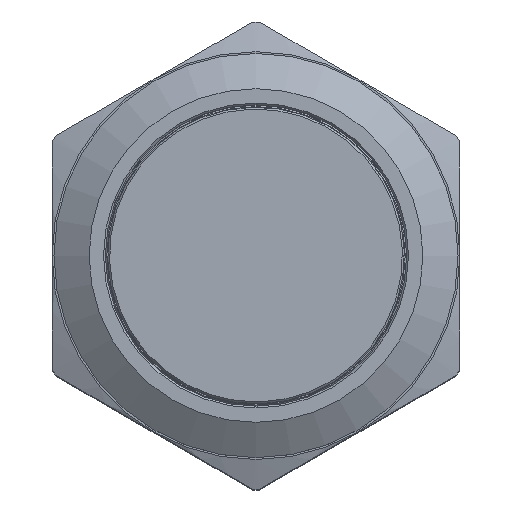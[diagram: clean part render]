
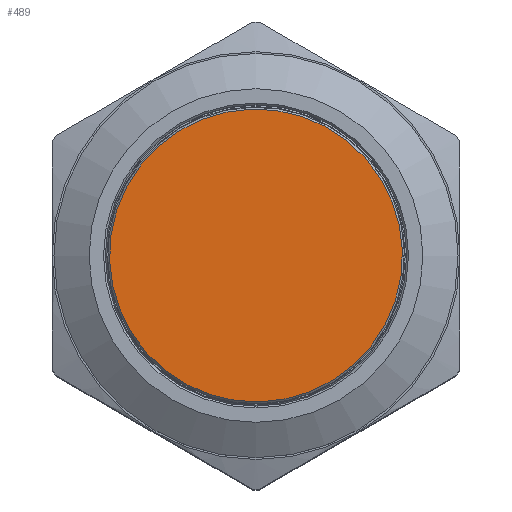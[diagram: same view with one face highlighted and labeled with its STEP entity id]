
A CAD part, top view. The second image highlights one B-rep face of the part: STEP entity #489.
In plain terms, the highlighted planar face has unit normal (0, 0, 1).
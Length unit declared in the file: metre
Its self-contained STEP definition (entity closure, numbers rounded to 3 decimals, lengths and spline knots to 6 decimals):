
#489 = ADVANCED_FACE( '', ( #1172 ), #1173, .F. );
#1172 = FACE_OUTER_BOUND( '', #3006, .T. );
#1173 = PLANE( '', #3007 );
#3006 = EDGE_LOOP( '', ( #4365 ) );
#3007 = AXIS2_PLACEMENT_3D( '', #4366, #4367, #4368 );
#4365 = ORIENTED_EDGE( '', *, *, #7760, .T. );
#4366 = CARTESIAN_POINT( '', ( 0., 0., 0.0012 ) );
#4367 = DIRECTION( '', ( 0., 0., -1. ) );
#4368 = DIRECTION( '', ( -1., 0., 0. ) );
#7760 = EDGE_CURVE( '', #8810, #8810, #8811, .F. );
#8810 = VERTEX_POINT( '', #11127 );
#8811 = CIRCLE( '', #11128, 0.0079 );
#11127 = CARTESIAN_POINT( '', ( -0.0079, 0., 0.0012 ) );
#11128 = AXIS2_PLACEMENT_3D( '', #14027, #14028, #14029 );
#14027 = CARTESIAN_POINT( '', ( 0., 0., 0.0012 ) );
#14028 = DIRECTION( '', ( 0., 0., -1. ) );
#14029 = DIRECTION( '', ( -1., 0., 0. ) );
